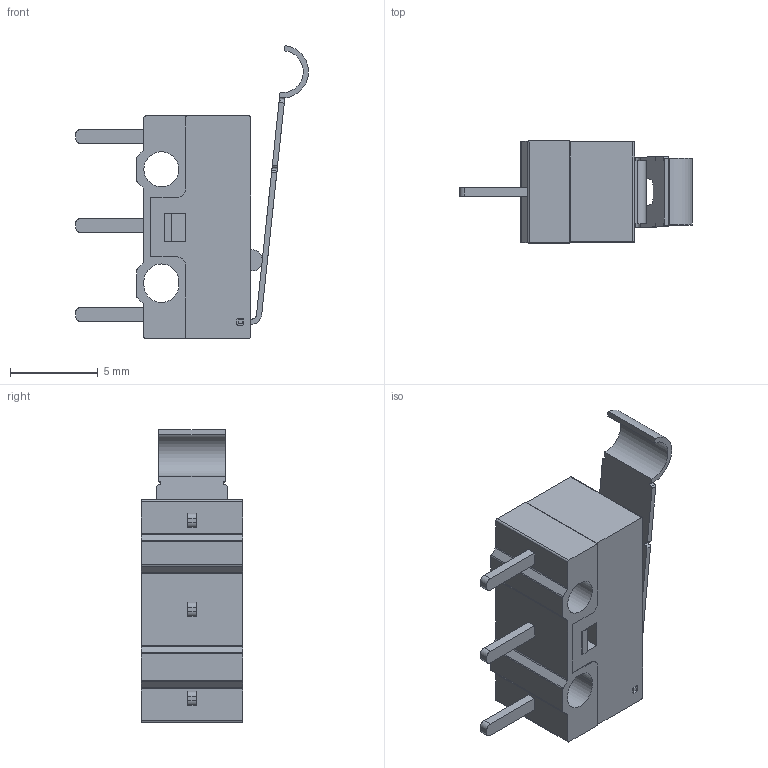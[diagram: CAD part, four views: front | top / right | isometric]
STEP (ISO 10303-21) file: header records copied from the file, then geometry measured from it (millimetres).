
FILE_DESCRIPTION(/* description */ (''),/* implementation_level */ '2;1');
FILE_NAME(/* name */ '',/* time_stamp */ '2025-07-02T17:31:36+08:00',/* author */ (''),/* organization */ (''),/* preprocessor_version */ 'ST-DEVELOPER v20.1',/* originating_system */ 'Autodesk Translation Framework v14.10.0.0',/* authorisation */ '');
FILE_SCHEMA (('AUTOMOTIVE_DESIGN { 1 0 10303 214 3 1 1 }'));
Length unit declared in the file: millimetre
Products named in the file (3): ROBOT; base; ENDSTOP
Assembly tree (2 placements, depth 3):
  ROBOT
    base
      ENDSTOP
Bounding box: 13.29 x 5.8 x 16.71 mm (x, y, z)
Volume: 437.4 mm3; surface area: 612.6 mm2
Topology: 1 solids, 1 shells, 313 faces, 861 edges, 572 vertices
Faces by surface type: plane 193, bspline 60, cylinder 60
Full cylindrical faces by diameter (mm): 2 x1
Entity records: 10495 total; most frequent: CARTESIAN_POINT 2701, ORIENTED_EDGE 1722, DIRECTION 1381, EDGE_CURVE 861, LINE 617, VECTOR 617, VERTEX_POINT 572, AXIS2_PLACEMENT_3D 382
